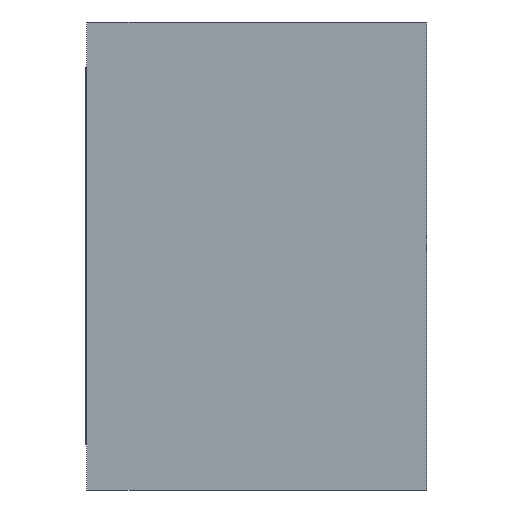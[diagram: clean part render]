
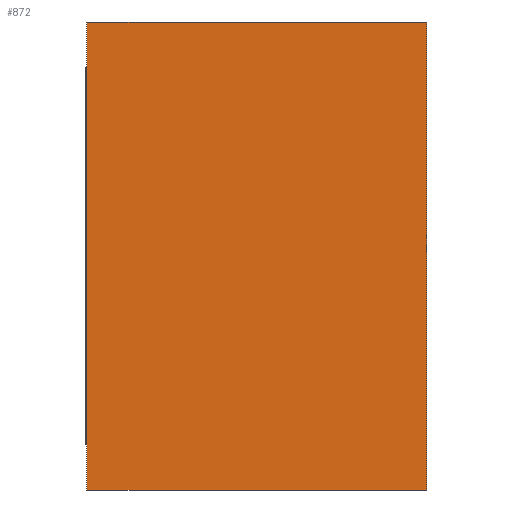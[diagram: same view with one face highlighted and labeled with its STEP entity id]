
A CAD part, left-side view. The second image highlights one B-rep face of the part: STEP entity #872.
In plain terms, the highlighted planar face has unit normal (-1, 0, 0).
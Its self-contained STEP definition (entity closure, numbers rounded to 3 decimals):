
#26 = LINE ( 'NONE', #40, #259 ) ;
#30 = VERTEX_POINT ( 'NONE', #43 ) ;
#40 = CARTESIAN_POINT ( 'NONE',  ( -0.52, 0.45, 0.32 ) ) ;
#43 = CARTESIAN_POINT ( 'NONE',  ( -0.52, 0.45, 0.32 ) ) ;
#44 = DIRECTION ( 'NONE',  ( 0., 0., 1. ) ) ;
#84 = LINE ( 'NONE', #92, #419 ) ;
#92 = CARTESIAN_POINT ( 'NONE',  ( -0.52, 0.45, -0.3 ) ) ;
#109 = CARTESIAN_POINT ( 'NONE',  ( -0.52, 0., -0.3 ) ) ;
#149 = CARTESIAN_POINT ( 'NONE',  ( -0.52, 0.45, -0.3 ) ) ;
#156 = ORIENTED_EDGE ( 'NONE', *, *, #346, .F. ) ;
#173 = CARTESIAN_POINT ( 'NONE',  ( -0.52, 0.45, -0.3 ) ) ;
#193 = ORIENTED_EDGE ( 'NONE', *, *, #400, .T. ) ;
#251 = VERTEX_POINT ( 'NONE', #173 ) ;
#253 = EDGE_CURVE ( 'NONE', #251, #280, #327, .T. ) ;
#259 = VECTOR ( 'NONE', #546, 1000. ) ;
#267 = EDGE_CURVE ( 'NONE', #251, #30, #84, .T. ) ;
#280 = VERTEX_POINT ( 'NONE', #372 ) ;
#283 = DIRECTION ( 'NONE',  ( 1., 0., 0. ) ) ;
#292 = ORIENTED_EDGE ( 'NONE', *, *, #267, .F. ) ;
#299 = DIRECTION ( 'NONE',  ( 0., 0., 1. ) ) ;
#326 = FACE_OUTER_BOUND ( 'NONE', #593, .T. ) ;
#327 = LINE ( 'NONE', #378, #613 ) ;
#346 = EDGE_CURVE ( 'NONE', #30, #385, #26, .T. ) ;
#372 = CARTESIAN_POINT ( 'NONE',  ( -0.52, 0., -0.3 ) ) ;
#378 = CARTESIAN_POINT ( 'NONE',  ( -0.52, 0.45, -0.3 ) ) ;
#385 = VERTEX_POINT ( 'NONE', #463 ) ;
#400 = EDGE_CURVE ( 'NONE', #280, #385, #602, .T. ) ;
#419 = VECTOR ( 'NONE', #299, 1000. ) ;
#432 = VECTOR ( 'NONE', #44, 1000. ) ;
#463 = CARTESIAN_POINT ( 'NONE',  ( -0.52, 0., 0.32 ) ) ;
#485 = ORIENTED_EDGE ( 'NONE', *, *, #253, .T. ) ;
#516 = DIRECTION ( 'NONE',  ( 0., -1., 0. ) ) ;
#546 = DIRECTION ( 'NONE',  ( 0., -1., 0. ) ) ;
#593 = EDGE_LOOP ( 'NONE', ( #193, #156, #292, #485 ) ) ;
#602 = LINE ( 'NONE', #109, #432 ) ;
#613 = VECTOR ( 'NONE', #516, 1000. ) ;
#638 = DIRECTION ( 'NONE',  ( 0., 0., -1. ) ) ;
#856 = PLANE ( 'NONE',  #920 ) ;
#872 = ADVANCED_FACE ( 'NONE', ( #326 ), #856, .F. ) ;
#920 = AXIS2_PLACEMENT_3D ( 'NONE', #149, #283, #638 ) ;
